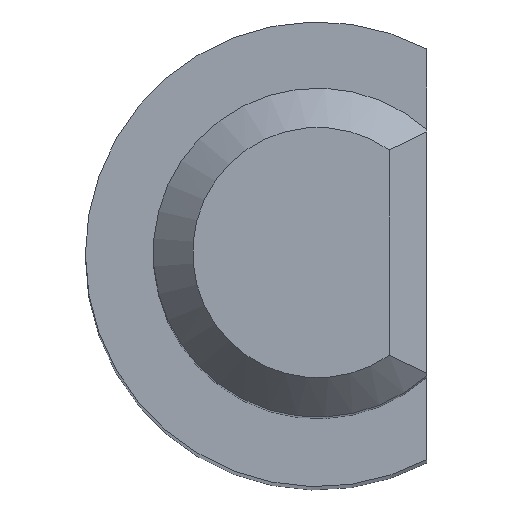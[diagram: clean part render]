
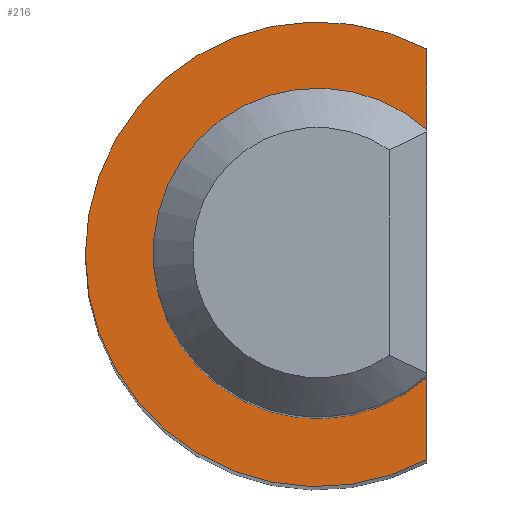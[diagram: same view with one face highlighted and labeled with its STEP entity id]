
A CAD part, top view. The second image highlights one B-rep face of the part: STEP entity #216.
In plain terms, the highlighted face is planar.
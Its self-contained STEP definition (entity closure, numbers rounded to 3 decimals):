
#39=CIRCLE('',#245,3.25);
#40=CIRCLE('',#247,2.3);
#53=ORIENTED_EDGE('',*,*,#112,.F.);
#54=ORIENTED_EDGE('',*,*,#109,.F.);
#55=ORIENTED_EDGE('',*,*,#113,.F.);
#56=ORIENTED_EDGE('',*,*,#114,.F.);
#109=EDGE_CURVE('',#139,#140,#39,.F.);
#112=EDGE_CURVE('',#140,#141,#159,.T.);
#113=EDGE_CURVE('',#142,#139,#160,.T.);
#114=EDGE_CURVE('',#141,#142,#40,.T.);
#139=VERTEX_POINT('',#332);
#140=VERTEX_POINT('',#333);
#141=VERTEX_POINT('',#338);
#142=VERTEX_POINT('',#340);
#159=LINE('',#337,#173);
#160=LINE('',#339,#174);
#173=VECTOR('',#280,1000.);
#174=VECTOR('',#281,1000.);
#185=EDGE_LOOP('',(#53,#54,#55,#56));
#197=FACE_BOUND('',#185,.T.);
#208=PLANE('',#246);
#216=ADVANCED_FACE('',(#197),#208,.T.);
#245=AXIS2_PLACEMENT_3D('',#331,#274,#275);
#246=AXIS2_PLACEMENT_3D('',#336,#278,#279);
#247=AXIS2_PLACEMENT_3D('',#341,#282,#283);
#274=DIRECTION('',(0.,0.,-1.));
#275=DIRECTION('',(0.,1.,0.));
#278=DIRECTION('',(0.,0.,-1.));
#279=DIRECTION('',(0.,-1.,0.));
#280=DIRECTION('',(-1.,0.,0.));
#281=DIRECTION('',(-1.,0.,0.));
#282=DIRECTION('',(0.,0.,-1.));
#283=DIRECTION('',(0.,1.,0.));
#331=CARTESIAN_POINT('',(0.,0.282,14.));
#332=CARTESIAN_POINT('',(-2.871,1.804,14.));
#333=CARTESIAN_POINT('',(2.871,1.804,14.));
#336=CARTESIAN_POINT('',(-12.482,0.,14.));
#337=CARTESIAN_POINT('',(0.,1.804,14.));
#338=CARTESIAN_POINT('',(1.724,1.804,14.));
#339=CARTESIAN_POINT('',(0.,1.804,14.));
#340=CARTESIAN_POINT('',(-1.724,1.804,14.));
#341=CARTESIAN_POINT('',(0.,0.282,14.));
